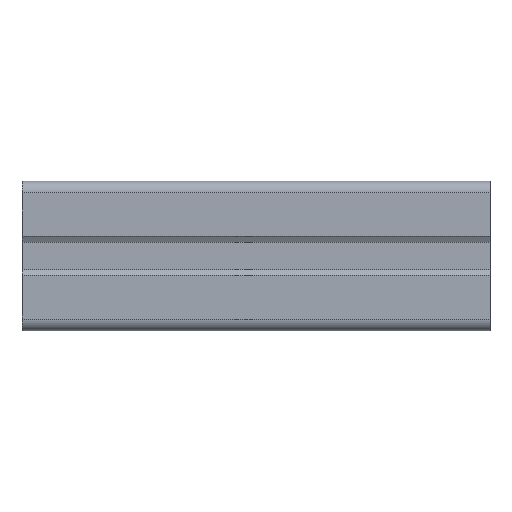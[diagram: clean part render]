
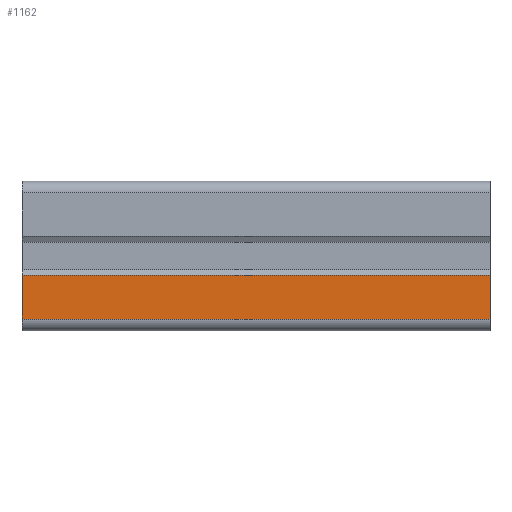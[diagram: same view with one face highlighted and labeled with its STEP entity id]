
A CAD part, top view. The second image highlights one B-rep face of the part: STEP entity #1162.
In plain terms, the highlighted planar face has unit normal (0, 0, 1).
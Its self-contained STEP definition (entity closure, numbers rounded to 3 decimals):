
#39 = LINE ( 'NONE', #41, #2959 ) ;
#41 = CARTESIAN_POINT ( 'NONE',  ( 100., -13.5, 16. ) ) ;
#42 = DIRECTION ( 'NONE',  ( -1., 0., 0. ) ) ;
#43 = LINE ( 'NONE', #48, #2853 ) ;
#48 = CARTESIAN_POINT ( 'NONE',  ( 100., -13.5, 16. ) ) ;
#49 = DIRECTION ( 'NONE',  ( 0., -1., 0. ) ) ;
#304 = ORIENTED_EDGE ( 'NONE', *, *, #1187, .T. ) ;
#497 = ORIENTED_EDGE ( 'NONE', *, *, #1208, .F. ) ;
#498 = ORIENTED_EDGE ( 'NONE', *, *, #1211, .F. ) ;
#499 = ORIENTED_EDGE ( 'NONE', *, *, #1185, .T. ) ;
#581 = VERTEX_POINT ( 'NONE', #838 ) ;
#582 = VERTEX_POINT ( 'NONE', #1013 ) ;
#638 = VERTEX_POINT ( 'NONE', #2291 ) ;
#649 = VERTEX_POINT ( 'NONE', #2703 ) ;
#838 = CARTESIAN_POINT ( 'NONE',  ( 0., -4.15, 16. ) ) ;
#969 = EDGE_LOOP ( 'NONE', ( #304, #497, #498, #499 ) ) ;
#1013 = CARTESIAN_POINT ( 'NONE',  ( 0., -13.5, 16. ) ) ;
#1162 = ADVANCED_FACE ( 'NONE', ( #2434 ), #2529, .F. ) ;
#1185 = EDGE_CURVE ( 'NONE', #638, #581, #2675, .T. ) ;
#1187 = EDGE_CURVE ( 'NONE', #581, #582, #2593, .T. ) ;
#1208 = EDGE_CURVE ( 'NONE', #649, #582, #39, .T. ) ;
#1211 = EDGE_CURVE ( 'NONE', #638, #649, #43, .T. ) ;
#2269 = DIRECTION ( 'NONE',  ( -1., 0., 0. ) ) ;
#2291 = CARTESIAN_POINT ( 'NONE',  ( 100., -4.15, 16. ) ) ;
#2356 = CARTESIAN_POINT ( 'NONE',  ( 0., -13.5, 16. ) ) ;
#2416 = DIRECTION ( 'NONE',  ( -1., 0., 0. ) ) ;
#2434 = FACE_OUTER_BOUND ( 'NONE', #969, .T. ) ;
#2457 = DIRECTION ( 'NONE',  ( 0., -1., 0. ) ) ;
#2529 = PLANE ( 'NONE',  #2952 ) ;
#2569 = CARTESIAN_POINT ( 'NONE',  ( 100., -13.5, 16. ) ) ;
#2593 = LINE ( 'NONE', #2356, #2943 ) ;
#2623 = DIRECTION ( 'NONE',  ( 0., 0., -1. ) ) ;
#2671 = CARTESIAN_POINT ( 'NONE',  ( 100., -4.15, 16. ) ) ;
#2675 = LINE ( 'NONE', #2671, #3005 ) ;
#2703 = CARTESIAN_POINT ( 'NONE',  ( 100., -13.5, 16. ) ) ;
#2853 = VECTOR ( 'NONE', #49, 1000. ) ;
#2943 = VECTOR ( 'NONE', #2457, 1000. ) ;
#2952 = AXIS2_PLACEMENT_3D ( 'NONE', #2569, #2623, #2416 ) ;
#2959 = VECTOR ( 'NONE', #42, 1000. ) ;
#3005 = VECTOR ( 'NONE', #2269, 1000. ) ;
